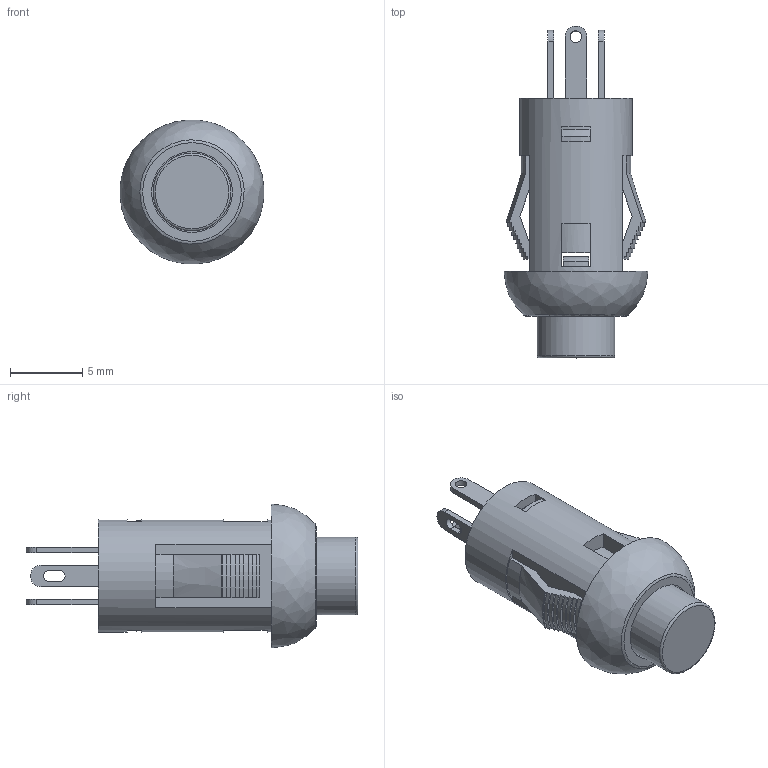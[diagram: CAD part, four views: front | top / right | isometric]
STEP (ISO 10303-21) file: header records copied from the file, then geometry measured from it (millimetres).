
FILE_DESCRIPTION((' '),'2;1');
FILE_NAME('LP1OA1Ax.stp','2017-07-21T08:36:37',(' '),(' '),' ','ACIS',' ');
FILE_SCHEMA(('CONFIG_CONTROL_DESIGN'));
Length unit declared in the file: inch
Products named in the file (1): LP1OA1Ax.stp
Bounding box: 9.98 x 23 x 9.98 mm (x, y, z)
Volume: 554.6 mm3; surface area: 1405.3 mm2
Topology: 1 solids, 1 shells, 201 faces, 609 edges, 404 vertices
Faces by surface type: plane 138, cylinder 46, cone 12, torus 4, bspline 1
Full cylindrical faces by diameter (mm): 0.8 x2, 4.3 x1, 5.4 x1, 5.6 x1, 7.8 x1
Entity records: 6907 total; most frequent: CARTESIAN_POINT 1300, ORIENTED_EDGE 1182, DIRECTION 1124, EDGE_CURVE 591, VERTEX_POINT 397, VECTOR 388, LINE 388, AXIS2_PLACEMENT_3D 368
